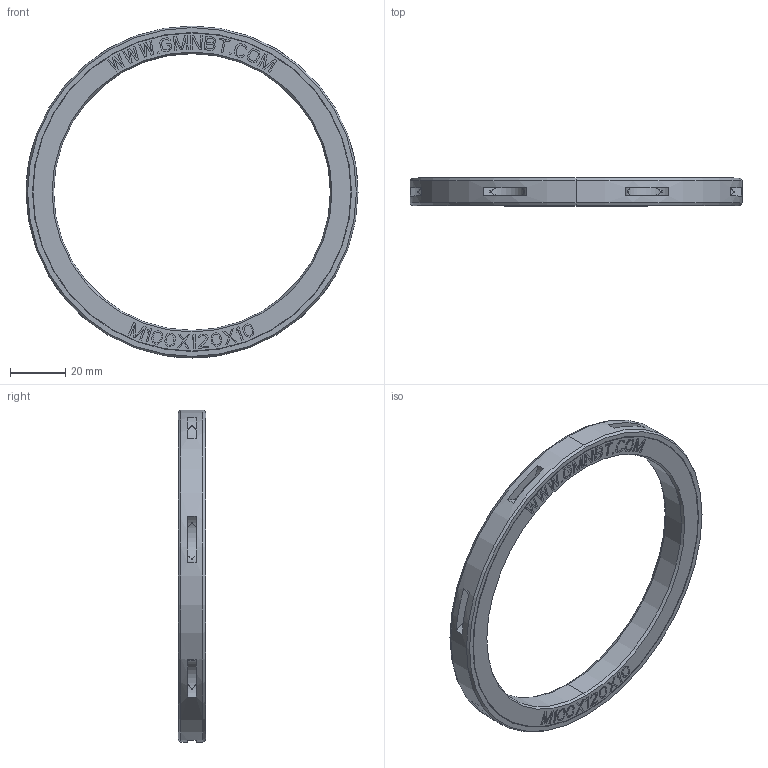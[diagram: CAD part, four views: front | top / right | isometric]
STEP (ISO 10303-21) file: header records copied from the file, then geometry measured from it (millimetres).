
FILE_DESCRIPTION((''),'2;1');
FILE_NAME('M100X120X10_PRT','2014-11-17T',('sales 4'),(''),'PRO/ENGINEER BY PARAMETRIC TECHNOLOGY CORPORATION, 2013150','PRO/ENGINEER BY PARAMETRIC TECHNOLOGY CORPORATION, 2013150','');
FILE_SCHEMA(('AUTOMOTIVE_DESIGN { 1 0 10303 214 1 1 1 1 }'));
Length unit declared in the file: millimetre
Products named in the file (1): M100X120X10_PRT
Bounding box: 120 x 10.07 x 120 mm (x, y, z)
Volume: 32120.3 mm3; surface area: 22947.8 mm2
Topology: 2 solids, 2 shells, 670 faces, 1889 edges, 1246 vertices
Faces by surface type: plane 583, cylinder 33, torus 30, cone 24
Entity records: 29061 total; most frequent: CARTESIAN_POINT 4199, ORIENTED_EDGE 3778, DIRECTION 3339, PRESENTATION_STYLE_ASSIGNMENT 2092, STYLED_ITEM 1966, CURVE_STYLE 1889, EDGE_CURVE 1889, VECTOR 1611
